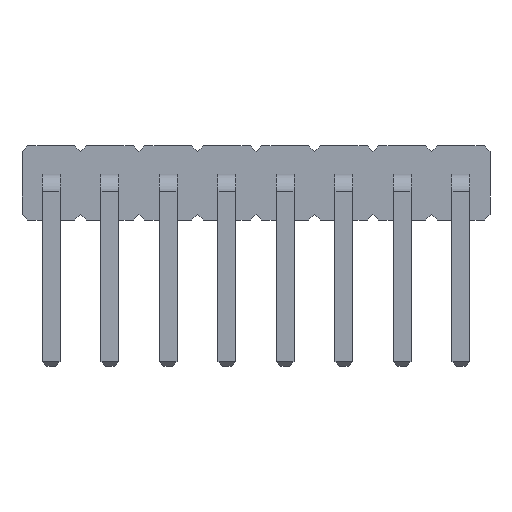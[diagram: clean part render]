
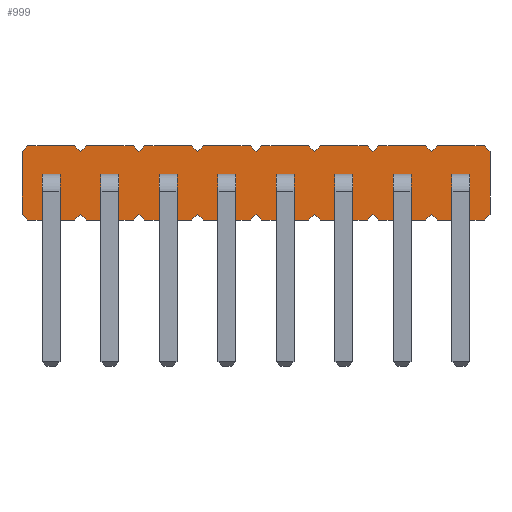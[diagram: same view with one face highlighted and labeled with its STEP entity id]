
A CAD part, left-side view. The second image highlights one B-rep face of the part: STEP entity #999.
In plain terms, the highlighted planar face has unit normal (-1, 0, 0).
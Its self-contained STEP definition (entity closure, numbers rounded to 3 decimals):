
#13=DIRECTION('',(0.,0.,1.));
#22=VERTEX_POINT('',#23);
#23=CARTESIAN_POINT('',(0.25,0.5,0.1));
#34=VECTOR('',#35,1.);
#35=DIRECTION('',(0.,-0.707,-0.707));
#38=VERTEX_POINT('',#39);
#39=CARTESIAN_POINT('',(0.25,0.4,0.));
#42=EDGE_CURVE('',#22,#38,#43,.T.);
#43=LINE('',#23,#34);
#46=DIRECTION('',(0.,0.707,-0.707));
#56=VECTOR('',#57,1.);
#57=DIRECTION('',(0.,-1.,0.));
#60=VERTEX_POINT('',#61);
#61=CARTESIAN_POINT('',(0.25,-0.4,0.));
#64=EDGE_CURVE('',#38,#60,#65,.T.);
#65=LINE('',#39,#56);
#78=VECTOR('',#79,1.);
#79=DIRECTION('',(0.,-0.707,0.707));
#82=VERTEX_POINT('',#83);
#83=CARTESIAN_POINT('',(0.25,-0.5,0.1));
#86=EDGE_CURVE('',#60,#82,#87,.T.);
#87=LINE('',#61,#78);
#102=VERTEX_POINT('',#103);
#103=CARTESIAN_POINT('',(0.25,-0.6,0.));
#106=EDGE_CURVE('',#82,#102,#107,.T.);
#107=LINE('',#83,#34);
#121=VERTEX_POINT('',#122);
#122=CARTESIAN_POINT('',(0.25,-1.4,0.));
#125=EDGE_CURVE('',#102,#121,#126,.T.);
#126=LINE('',#103,#56);
#140=VERTEX_POINT('',#141);
#141=CARTESIAN_POINT('',(0.25,-1.5,0.1));
#144=EDGE_CURVE('',#121,#140,#145,.T.);
#145=LINE('',#122,#78);
#160=VERTEX_POINT('',#161);
#161=CARTESIAN_POINT('',(0.25,-1.6,0.));
#164=EDGE_CURVE('',#140,#160,#165,.T.);
#165=LINE('',#166,#34);
#166=CARTESIAN_POINT('',(0.25,-1.5,0.1));
#181=VERTEX_POINT('',#182);
#182=CARTESIAN_POINT('',(0.25,-2.4,0.));
#185=EDGE_CURVE('',#160,#181,#186,.T.);
#186=LINE('',#187,#56);
#187=CARTESIAN_POINT('',(0.25,-1.6,0.));
#201=VERTEX_POINT('',#202);
#202=CARTESIAN_POINT('',(0.25,-2.5,0.1));
#205=EDGE_CURVE('',#181,#201,#206,.T.);
#206=LINE('',#182,#78);
#221=VERTEX_POINT('',#222);
#222=CARTESIAN_POINT('',(0.25,-2.6,0.));
#225=EDGE_CURVE('',#201,#221,#226,.T.);
#226=LINE('',#227,#34);
#227=CARTESIAN_POINT('',(0.25,-2.5,0.1));
#242=VERTEX_POINT('',#243);
#243=CARTESIAN_POINT('',(0.25,-3.4,0.));
#246=EDGE_CURVE('',#221,#242,#247,.T.);
#247=LINE('',#248,#56);
#248=CARTESIAN_POINT('',(0.25,-2.6,0.));
#262=VERTEX_POINT('',#263);
#263=CARTESIAN_POINT('',(0.25,-3.5,0.1));
#266=EDGE_CURVE('',#242,#262,#267,.T.);
#267=LINE('',#243,#78);
#282=VERTEX_POINT('',#283);
#283=CARTESIAN_POINT('',(0.25,-3.6,0.));
#286=EDGE_CURVE('',#262,#282,#287,.T.);
#287=LINE('',#288,#34);
#288=CARTESIAN_POINT('',(0.25,-3.5,0.1));
#303=VERTEX_POINT('',#304);
#304=CARTESIAN_POINT('',(0.25,-4.4,0.));
#307=EDGE_CURVE('',#282,#303,#308,.T.);
#308=LINE('',#309,#56);
#309=CARTESIAN_POINT('',(0.25,-3.6,0.));
#323=VERTEX_POINT('',#324);
#324=CARTESIAN_POINT('',(0.25,-4.5,0.1));
#327=EDGE_CURVE('',#303,#323,#328,.T.);
#328=LINE('',#304,#78);
#342=VERTEX_POINT('',#343);
#343=CARTESIAN_POINT('',(0.25,-4.6,0.));
#346=EDGE_CURVE('',#323,#342,#347,.T.);
#347=LINE('',#324,#34);
#361=VERTEX_POINT('',#362);
#362=CARTESIAN_POINT('',(0.25,-5.4,0.));
#365=EDGE_CURVE('',#342,#361,#366,.T.);
#366=LINE('',#343,#56);
#380=VERTEX_POINT('',#381);
#381=CARTESIAN_POINT('',(0.25,-5.5,0.1));
#384=EDGE_CURVE('',#361,#380,#385,.T.);
#385=LINE('',#362,#78);
#399=VERTEX_POINT('',#400);
#400=CARTESIAN_POINT('',(0.25,-5.6,0.));
#403=EDGE_CURVE('',#380,#399,#404,.T.);
#404=LINE('',#381,#34);
#418=VERTEX_POINT('',#419);
#419=CARTESIAN_POINT('',(0.25,-6.4,0.));
#422=EDGE_CURVE('',#399,#418,#423,.T.);
#423=LINE('',#400,#56);
#437=VERTEX_POINT('',#438);
#438=CARTESIAN_POINT('',(0.25,-6.5,0.1));
#441=EDGE_CURVE('',#418,#437,#442,.T.);
#442=LINE('',#419,#78);
#456=VERTEX_POINT('',#457);
#457=CARTESIAN_POINT('',(0.25,-6.6,0.));
#460=EDGE_CURVE('',#437,#456,#461,.T.);
#461=LINE('',#438,#34);
#475=VERTEX_POINT('',#476);
#476=CARTESIAN_POINT('',(0.25,-7.4,0.));
#479=EDGE_CURVE('',#456,#475,#480,.T.);
#480=LINE('',#457,#56);
#494=VERTEX_POINT('',#495);
#495=CARTESIAN_POINT('',(0.25,-7.5,0.1));
#498=EDGE_CURVE('',#475,#494,#499,.T.);
#499=LINE('',#476,#78);
#511=VECTOR('',#13,1.);
#514=VERTEX_POINT('',#515);
#515=CARTESIAN_POINT('',(0.25,-7.5,1.17));
#518=EDGE_CURVE('',#494,#514,#519,.T.);
#519=LINE('',#495,#511);
#531=VECTOR('',#532,1.);
#532=DIRECTION('',(0.,0.707,0.707));
#535=VERTEX_POINT('',#536);
#536=CARTESIAN_POINT('',(0.25,-7.4,1.27));
#539=EDGE_CURVE('',#514,#535,#540,.T.);
#540=LINE('',#515,#531);
#552=VECTOR('',#553,1.);
#553=DIRECTION('',(0.,1.,0.));
#556=VERTEX_POINT('',#557);
#557=CARTESIAN_POINT('',(0.25,-6.6,1.27));
#560=EDGE_CURVE('',#535,#556,#561,.T.);
#561=LINE('',#536,#552);
#573=VECTOR('',#46,1.);
#576=VERTEX_POINT('',#577);
#577=CARTESIAN_POINT('',(0.25,-6.5,1.17));
#580=EDGE_CURVE('',#556,#576,#581,.T.);
#581=LINE('',#557,#573);
#595=VERTEX_POINT('',#596);
#596=CARTESIAN_POINT('',(0.25,-6.4,1.27));
#599=EDGE_CURVE('',#576,#595,#600,.T.);
#600=LINE('',#577,#531);
#614=VERTEX_POINT('',#615);
#615=CARTESIAN_POINT('',(0.25,-5.6,1.27));
#618=EDGE_CURVE('',#595,#614,#619,.T.);
#619=LINE('',#596,#552);
#633=VERTEX_POINT('',#634);
#634=CARTESIAN_POINT('',(0.25,-5.5,1.17));
#637=EDGE_CURVE('',#614,#633,#638,.T.);
#638=LINE('',#615,#573);
#652=VERTEX_POINT('',#653);
#653=CARTESIAN_POINT('',(0.25,-5.4,1.27));
#656=EDGE_CURVE('',#633,#652,#657,.T.);
#657=LINE('',#634,#531);
#671=VERTEX_POINT('',#672);
#672=CARTESIAN_POINT('',(0.25,-4.6,1.27));
#675=EDGE_CURVE('',#652,#671,#676,.T.);
#676=LINE('',#653,#552);
#690=VERTEX_POINT('',#691);
#691=CARTESIAN_POINT('',(0.25,-4.5,1.17));
#694=EDGE_CURVE('',#671,#690,#695,.T.);
#695=LINE('',#672,#573);
#709=VERTEX_POINT('',#710);
#710=CARTESIAN_POINT('',(0.25,-4.4,1.27));
#713=EDGE_CURVE('',#690,#709,#714,.T.);
#714=LINE('',#691,#531);
#728=VERTEX_POINT('',#729);
#729=CARTESIAN_POINT('',(0.25,-3.6,1.27));
#732=EDGE_CURVE('',#709,#728,#733,.T.);
#733=LINE('',#710,#552);
#747=VERTEX_POINT('',#748);
#748=CARTESIAN_POINT('',(0.25,-3.5,1.17));
#751=EDGE_CURVE('',#728,#747,#752,.T.);
#752=LINE('',#729,#573);
#766=VERTEX_POINT('',#767);
#767=CARTESIAN_POINT('',(0.25,-3.4,1.27));
#770=EDGE_CURVE('',#747,#766,#771,.T.);
#771=LINE('',#748,#531);
#785=VERTEX_POINT('',#786);
#786=CARTESIAN_POINT('',(0.25,-2.6,1.27));
#789=EDGE_CURVE('',#766,#785,#790,.T.);
#790=LINE('',#767,#552);
#804=VERTEX_POINT('',#805);
#805=CARTESIAN_POINT('',(0.25,-2.5,1.17));
#808=EDGE_CURVE('',#785,#804,#809,.T.);
#809=LINE('',#786,#573);
#823=VERTEX_POINT('',#824);
#824=CARTESIAN_POINT('',(0.25,-2.4,1.27));
#827=EDGE_CURVE('',#804,#823,#828,.T.);
#828=LINE('',#805,#531);
#842=VERTEX_POINT('',#843);
#843=CARTESIAN_POINT('',(0.25,-1.6,1.27));
#846=EDGE_CURVE('',#823,#842,#847,.T.);
#847=LINE('',#824,#552);
#861=VERTEX_POINT('',#862);
#862=CARTESIAN_POINT('',(0.25,-1.5,1.17));
#865=EDGE_CURVE('',#842,#861,#866,.T.);
#866=LINE('',#843,#573);
#880=VERTEX_POINT('',#881);
#881=CARTESIAN_POINT('',(0.25,-1.4,1.27));
#884=EDGE_CURVE('',#861,#880,#885,.T.);
#885=LINE('',#862,#531);
#899=VERTEX_POINT('',#900);
#900=CARTESIAN_POINT('',(0.25,-0.6,1.27));
#903=EDGE_CURVE('',#880,#899,#904,.T.);
#904=LINE('',#881,#552);
#918=VERTEX_POINT('',#919);
#919=CARTESIAN_POINT('',(0.25,-0.5,1.17));
#922=EDGE_CURVE('',#899,#918,#923,.T.);
#923=LINE('',#900,#573);
#937=VERTEX_POINT('',#938);
#938=CARTESIAN_POINT('',(0.25,-0.4,1.27));
#941=EDGE_CURVE('',#918,#937,#942,.T.);
#942=LINE('',#919,#531);
#956=VERTEX_POINT('',#957);
#957=CARTESIAN_POINT('',(0.25,0.4,1.27));
#960=EDGE_CURVE('',#937,#956,#961,.T.);
#961=LINE('',#938,#552);
#975=VERTEX_POINT('',#976);
#976=CARTESIAN_POINT('',(0.25,0.5,1.17));
#979=EDGE_CURVE('',#956,#975,#980,.T.);
#980=LINE('',#957,#573);
#990=VECTOR('',#991,1.);
#991=DIRECTION('',(0.,0.,-1.));
#994=EDGE_CURVE('',#975,#22,#995,.T.);
#995=LINE('',#976,#990);
#999=ADVANCED_FACE('',(#1000),#1052,.T.);
#1000=FACE_BOUND('',#1001,.T.);
#1001=EDGE_LOOP('',(#1002,#1003,#1004,#1005,#1006,#1007,#1008,#1009,#1010,#1011,#1012,#1013,#1014,#1015,#1016,#1017,#1018,#1019,#1020,#1021,#1022,#1023,#1024,#1025,#1026,#1027,#1028,#1029,#1030,#1031,#1032,#1033,#1034,#1035,#1036,#1037,#1038,#1039,#1040,#1041,#1042,#1043,#1044,#1045,#1046,#1047,#1048,#1049,#1050,#1051));
#1002=ORIENTED_EDGE('',*,*,#42,.T.);
#1003=ORIENTED_EDGE('',*,*,#64,.T.);
#1004=ORIENTED_EDGE('',*,*,#86,.T.);
#1005=ORIENTED_EDGE('',*,*,#106,.T.);
#1006=ORIENTED_EDGE('',*,*,#125,.T.);
#1007=ORIENTED_EDGE('',*,*,#144,.T.);
#1008=ORIENTED_EDGE('',*,*,#164,.T.);
#1009=ORIENTED_EDGE('',*,*,#185,.T.);
#1010=ORIENTED_EDGE('',*,*,#205,.T.);
#1011=ORIENTED_EDGE('',*,*,#225,.T.);
#1012=ORIENTED_EDGE('',*,*,#246,.T.);
#1013=ORIENTED_EDGE('',*,*,#266,.T.);
#1014=ORIENTED_EDGE('',*,*,#286,.T.);
#1015=ORIENTED_EDGE('',*,*,#307,.T.);
#1016=ORIENTED_EDGE('',*,*,#327,.T.);
#1017=ORIENTED_EDGE('',*,*,#346,.T.);
#1018=ORIENTED_EDGE('',*,*,#365,.T.);
#1019=ORIENTED_EDGE('',*,*,#384,.T.);
#1020=ORIENTED_EDGE('',*,*,#403,.T.);
#1021=ORIENTED_EDGE('',*,*,#422,.T.);
#1022=ORIENTED_EDGE('',*,*,#441,.T.);
#1023=ORIENTED_EDGE('',*,*,#460,.T.);
#1024=ORIENTED_EDGE('',*,*,#479,.T.);
#1025=ORIENTED_EDGE('',*,*,#498,.T.);
#1026=ORIENTED_EDGE('',*,*,#518,.T.);
#1027=ORIENTED_EDGE('',*,*,#539,.T.);
#1028=ORIENTED_EDGE('',*,*,#560,.T.);
#1029=ORIENTED_EDGE('',*,*,#580,.T.);
#1030=ORIENTED_EDGE('',*,*,#599,.T.);
#1031=ORIENTED_EDGE('',*,*,#618,.T.);
#1032=ORIENTED_EDGE('',*,*,#637,.T.);
#1033=ORIENTED_EDGE('',*,*,#656,.T.);
#1034=ORIENTED_EDGE('',*,*,#675,.T.);
#1035=ORIENTED_EDGE('',*,*,#694,.T.);
#1036=ORIENTED_EDGE('',*,*,#713,.T.);
#1037=ORIENTED_EDGE('',*,*,#732,.T.);
#1038=ORIENTED_EDGE('',*,*,#751,.T.);
#1039=ORIENTED_EDGE('',*,*,#770,.T.);
#1040=ORIENTED_EDGE('',*,*,#789,.T.);
#1041=ORIENTED_EDGE('',*,*,#808,.T.);
#1042=ORIENTED_EDGE('',*,*,#827,.T.);
#1043=ORIENTED_EDGE('',*,*,#846,.T.);
#1044=ORIENTED_EDGE('',*,*,#865,.T.);
#1045=ORIENTED_EDGE('',*,*,#884,.T.);
#1046=ORIENTED_EDGE('',*,*,#903,.T.);
#1047=ORIENTED_EDGE('',*,*,#922,.T.);
#1048=ORIENTED_EDGE('',*,*,#941,.T.);
#1049=ORIENTED_EDGE('',*,*,#960,.T.);
#1050=ORIENTED_EDGE('',*,*,#979,.T.);
#1051=ORIENTED_EDGE('',*,*,#994,.T.);
#1052=PLANE('',#1053);
#1053=AXIS2_PLACEMENT_3D('',#1054,#1055,#1056);
#1054=CARTESIAN_POINT('',(0.25,-3.5,0.635));
#1055=DIRECTION('',(-1.,-0.,-0.));
#1056=DIRECTION('',(0.,0.,-1.));
